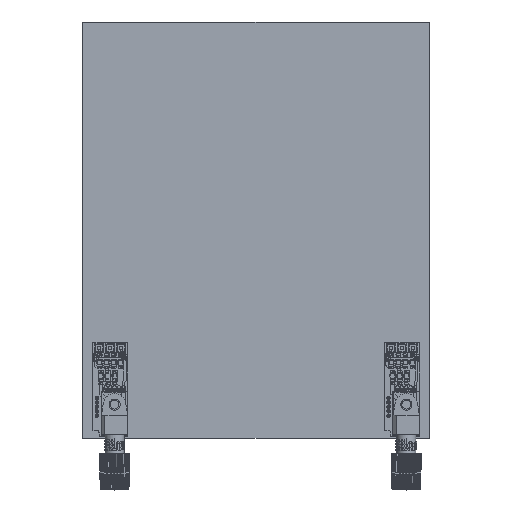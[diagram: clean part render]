
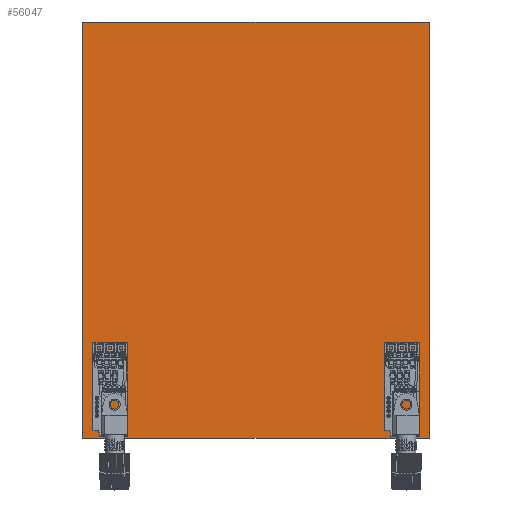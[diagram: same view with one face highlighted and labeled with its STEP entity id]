
A CAD part, top view. The second image highlights one B-rep face of the part: STEP entity #56047.
In plain terms, the highlighted planar face has unit normal (0, 0, 1).
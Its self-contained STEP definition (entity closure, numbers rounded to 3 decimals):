
#55715 = VERTEX_POINT('',#55716);
#55716 = CARTESIAN_POINT('',(49.8,-59.8,1.51));
#55722 = EDGE_CURVE('',#55715,#55723,#55725,.T.);
#55723 = VERTEX_POINT('',#55724);
#55724 = CARTESIAN_POINT('',(-49.8,-59.8,1.51));
#55725 = LINE('',#55726,#55727);
#55726 = CARTESIAN_POINT('',(49.8,-59.8,1.51));
#55727 = VECTOR('',#55728,1.);
#55728 = DIRECTION('',(-1.,0.,0.));
#55755 = VERTEX_POINT('',#55756);
#55756 = CARTESIAN_POINT('',(49.8,59.8,1.51));
#55762 = EDGE_CURVE('',#55755,#55715,#55763,.T.);
#55763 = LINE('',#55764,#55765);
#55764 = CARTESIAN_POINT('',(49.8,59.8,1.51));
#55765 = VECTOR('',#55766,1.);
#55766 = DIRECTION('',(0.,-1.,0.));
#55784 = EDGE_CURVE('',#55723,#55785,#55787,.T.);
#55785 = VERTEX_POINT('',#55786);
#55786 = CARTESIAN_POINT('',(-49.8,59.8,1.51));
#55787 = LINE('',#55788,#55789);
#55788 = CARTESIAN_POINT('',(-49.8,-59.8,1.51));
#55789 = VECTOR('',#55790,1.);
#55790 = DIRECTION('',(0.,1.,0.));
#56047 = ADVANCED_FACE('',(#56048,#56059,#56070,#56081,#56092,#56103,
    #56114,#56125,#56136,#56147,#56158,#56169,#56180,#56191,#56202,
    #56213,#56224,#56235,#56246,#56257,#56268),#56279,.T.);
#56048 = FACE_BOUND('',#56049,.T.);
#56049 = EDGE_LOOP('',(#56050,#56051,#56052,#56058));
#56050 = ORIENTED_EDGE('',*,*,#55722,.F.);
#56051 = ORIENTED_EDGE('',*,*,#55762,.F.);
#56052 = ORIENTED_EDGE('',*,*,#56053,.F.);
#56053 = EDGE_CURVE('',#55785,#55755,#56054,.T.);
#56054 = LINE('',#56055,#56056);
#56055 = CARTESIAN_POINT('',(-49.8,59.8,1.51));
#56056 = VECTOR('',#56057,1.);
#56057 = DIRECTION('',(1.,0.,0.));
#56058 = ORIENTED_EDGE('',*,*,#55784,.F.);
#56059 = FACE_BOUND('',#56060,.T.);
#56060 = EDGE_LOOP('',(#56061));
#56061 = ORIENTED_EDGE('',*,*,#56062,.T.);
#56062 = EDGE_CURVE('',#56063,#56063,#56065,.T.);
#56063 = VERTEX_POINT('',#56064);
#56064 = CARTESIAN_POINT('',(-45.72,-53.665,1.51));
#56065 = CIRCLE('',#56066,0.325);
#56066 = AXIS2_PLACEMENT_3D('',#56067,#56068,#56069);
#56067 = CARTESIAN_POINT('',(-45.72,-53.34,1.51));
#56068 = DIRECTION('',(-0.,0.,-1.));
#56069 = DIRECTION('',(-0.,-1.,0.));
#56070 = FACE_BOUND('',#56071,.T.);
#56071 = EDGE_LOOP('',(#56072));
#56072 = ORIENTED_EDGE('',*,*,#56073,.T.);
#56073 = EDGE_CURVE('',#56074,#56074,#56076,.T.);
#56074 = VERTEX_POINT('',#56075);
#56075 = CARTESIAN_POINT('',(-45.72,-52.395,1.51));
#56076 = CIRCLE('',#56077,0.325);
#56077 = AXIS2_PLACEMENT_3D('',#56078,#56079,#56080);
#56078 = CARTESIAN_POINT('',(-45.72,-52.07,1.51));
#56079 = DIRECTION('',(-0.,0.,-1.));
#56080 = DIRECTION('',(-0.,-1.,0.));
#56081 = FACE_BOUND('',#56082,.T.);
#56082 = EDGE_LOOP('',(#56083));
#56083 = ORIENTED_EDGE('',*,*,#56084,.T.);
#56084 = EDGE_CURVE('',#56085,#56085,#56087,.T.);
#56085 = VERTEX_POINT('',#56086);
#56086 = CARTESIAN_POINT('',(-45.72,-51.125,1.51));
#56087 = CIRCLE('',#56088,0.325);
#56088 = AXIS2_PLACEMENT_3D('',#56089,#56090,#56091);
#56089 = CARTESIAN_POINT('',(-45.72,-50.8,1.51));
#56090 = DIRECTION('',(-0.,0.,-1.));
#56091 = DIRECTION('',(-0.,-1.,0.));
#56092 = FACE_BOUND('',#56093,.T.);
#56093 = EDGE_LOOP('',(#56094));
#56094 = ORIENTED_EDGE('',*,*,#56095,.T.);
#56095 = EDGE_CURVE('',#56096,#56096,#56098,.T.);
#56096 = VERTEX_POINT('',#56097);
#56097 = CARTESIAN_POINT('',(-45.72,-49.855,1.51));
#56098 = CIRCLE('',#56099,0.325);
#56099 = AXIS2_PLACEMENT_3D('',#56100,#56101,#56102);
#56100 = CARTESIAN_POINT('',(-45.72,-49.53,1.51));
#56101 = DIRECTION('',(-0.,0.,-1.));
#56102 = DIRECTION('',(-0.,-1.,0.));
#56103 = FACE_BOUND('',#56104,.T.);
#56104 = EDGE_LOOP('',(#56105));
#56105 = ORIENTED_EDGE('',*,*,#56106,.T.);
#56106 = EDGE_CURVE('',#56107,#56107,#56109,.T.);
#56107 = VERTEX_POINT('',#56108);
#56108 = CARTESIAN_POINT('',(38.1,-53.665,1.51));
#56109 = CIRCLE('',#56110,0.325);
#56110 = AXIS2_PLACEMENT_3D('',#56111,#56112,#56113);
#56111 = CARTESIAN_POINT('',(38.1,-53.34,1.51));
#56112 = DIRECTION('',(-0.,0.,-1.));
#56113 = DIRECTION('',(0.,-1.,-0.));
#56114 = FACE_BOUND('',#56115,.T.);
#56115 = EDGE_LOOP('',(#56116));
#56116 = ORIENTED_EDGE('',*,*,#56117,.T.);
#56117 = EDGE_CURVE('',#56118,#56118,#56120,.T.);
#56118 = VERTEX_POINT('',#56119);
#56119 = CARTESIAN_POINT('',(38.1,-52.395,1.51));
#56120 = CIRCLE('',#56121,0.325);
#56121 = AXIS2_PLACEMENT_3D('',#56122,#56123,#56124);
#56122 = CARTESIAN_POINT('',(38.1,-52.07,1.51));
#56123 = DIRECTION('',(-0.,0.,-1.));
#56124 = DIRECTION('',(0.,-1.,-0.));
#56125 = FACE_BOUND('',#56126,.T.);
#56126 = EDGE_LOOP('',(#56127));
#56127 = ORIENTED_EDGE('',*,*,#56128,.T.);
#56128 = EDGE_CURVE('',#56129,#56129,#56131,.T.);
#56129 = VERTEX_POINT('',#56130);
#56130 = CARTESIAN_POINT('',(38.1,-51.125,1.51));
#56131 = CIRCLE('',#56132,0.325);
#56132 = AXIS2_PLACEMENT_3D('',#56133,#56134,#56135);
#56133 = CARTESIAN_POINT('',(38.1,-50.8,1.51));
#56134 = DIRECTION('',(-0.,0.,-1.));
#56135 = DIRECTION('',(0.,-1.,-0.));
#56136 = FACE_BOUND('',#56137,.T.);
#56137 = EDGE_LOOP('',(#56138));
#56138 = ORIENTED_EDGE('',*,*,#56139,.T.);
#56139 = EDGE_CURVE('',#56140,#56140,#56142,.T.);
#56140 = VERTEX_POINT('',#56141);
#56141 = CARTESIAN_POINT('',(-45.72,-48.585,1.51));
#56142 = CIRCLE('',#56143,0.325);
#56143 = AXIS2_PLACEMENT_3D('',#56144,#56145,#56146);
#56144 = CARTESIAN_POINT('',(-45.72,-48.26,1.51));
#56145 = DIRECTION('',(-0.,0.,-1.));
#56146 = DIRECTION('',(-0.,-1.,0.));
#56147 = FACE_BOUND('',#56148,.T.);
#56148 = EDGE_LOOP('',(#56149));
#56149 = ORIENTED_EDGE('',*,*,#56150,.T.);
#56150 = EDGE_CURVE('',#56151,#56151,#56153,.T.);
#56151 = VERTEX_POINT('',#56152);
#56152 = CARTESIAN_POINT('',(-43.18,-46.045,1.51));
#56153 = CIRCLE('',#56154,0.325);
#56154 = AXIS2_PLACEMENT_3D('',#56155,#56156,#56157);
#56155 = CARTESIAN_POINT('',(-43.18,-45.72,1.51));
#56156 = DIRECTION('',(-0.,0.,-1.));
#56157 = DIRECTION('',(-0.,-1.,0.));
#56158 = FACE_BOUND('',#56159,.T.);
#56159 = EDGE_LOOP('',(#56160));
#56160 = ORIENTED_EDGE('',*,*,#56161,.T.);
#56161 = EDGE_CURVE('',#56162,#56162,#56164,.T.);
#56162 = VERTEX_POINT('',#56163);
#56163 = CARTESIAN_POINT('',(-41.91,-46.045,1.51));
#56164 = CIRCLE('',#56165,0.325);
#56165 = AXIS2_PLACEMENT_3D('',#56166,#56167,#56168);
#56166 = CARTESIAN_POINT('',(-41.91,-45.72,1.51));
#56167 = DIRECTION('',(-0.,0.,-1.));
#56168 = DIRECTION('',(-0.,-1.,0.));
#56169 = FACE_BOUND('',#56170,.T.);
#56170 = EDGE_LOOP('',(#56171));
#56171 = ORIENTED_EDGE('',*,*,#56172,.T.);
#56172 = EDGE_CURVE('',#56173,#56173,#56175,.T.);
#56173 = VERTEX_POINT('',#56174);
#56174 = CARTESIAN_POINT('',(-40.64,-46.045,1.51));
#56175 = CIRCLE('',#56176,0.325);
#56176 = AXIS2_PLACEMENT_3D('',#56177,#56178,#56179);
#56177 = CARTESIAN_POINT('',(-40.64,-45.72,1.51));
#56178 = DIRECTION('',(-0.,0.,-1.));
#56179 = DIRECTION('',(-0.,-1.,0.));
#56180 = FACE_BOUND('',#56181,.T.);
#56181 = EDGE_LOOP('',(#56182));
#56182 = ORIENTED_EDGE('',*,*,#56183,.T.);
#56183 = EDGE_CURVE('',#56184,#56184,#56186,.T.);
#56184 = VERTEX_POINT('',#56185);
#56185 = CARTESIAN_POINT('',(-39.37,-46.045,1.51));
#56186 = CIRCLE('',#56187,0.325);
#56187 = AXIS2_PLACEMENT_3D('',#56188,#56189,#56190);
#56188 = CARTESIAN_POINT('',(-39.37,-45.72,1.51));
#56189 = DIRECTION('',(-0.,0.,-1.));
#56190 = DIRECTION('',(0.,-1.,-0.));
#56191 = FACE_BOUND('',#56192,.T.);
#56192 = EDGE_LOOP('',(#56193));
#56193 = ORIENTED_EDGE('',*,*,#56194,.T.);
#56194 = EDGE_CURVE('',#56195,#56195,#56197,.T.);
#56195 = VERTEX_POINT('',#56196);
#56196 = CARTESIAN_POINT('',(-38.1,-46.045,1.51));
#56197 = CIRCLE('',#56198,0.325);
#56198 = AXIS2_PLACEMENT_3D('',#56199,#56200,#56201);
#56199 = CARTESIAN_POINT('',(-38.1,-45.72,1.51));
#56200 = DIRECTION('',(-0.,0.,-1.));
#56201 = DIRECTION('',(0.,-1.,0.));
#56202 = FACE_BOUND('',#56203,.T.);
#56203 = EDGE_LOOP('',(#56204));
#56204 = ORIENTED_EDGE('',*,*,#56205,.T.);
#56205 = EDGE_CURVE('',#56206,#56206,#56208,.T.);
#56206 = VERTEX_POINT('',#56207);
#56207 = CARTESIAN_POINT('',(38.1,-49.855,1.51));
#56208 = CIRCLE('',#56209,0.325);
#56209 = AXIS2_PLACEMENT_3D('',#56210,#56211,#56212);
#56210 = CARTESIAN_POINT('',(38.1,-49.53,1.51));
#56211 = DIRECTION('',(-0.,0.,-1.));
#56212 = DIRECTION('',(0.,-1.,-0.));
#56213 = FACE_BOUND('',#56214,.T.);
#56214 = EDGE_LOOP('',(#56215));
#56215 = ORIENTED_EDGE('',*,*,#56216,.T.);
#56216 = EDGE_CURVE('',#56217,#56217,#56219,.T.);
#56217 = VERTEX_POINT('',#56218);
#56218 = CARTESIAN_POINT('',(38.1,-48.585,1.51));
#56219 = CIRCLE('',#56220,0.325);
#56220 = AXIS2_PLACEMENT_3D('',#56221,#56222,#56223);
#56221 = CARTESIAN_POINT('',(38.1,-48.26,1.51));
#56222 = DIRECTION('',(-0.,0.,-1.));
#56223 = DIRECTION('',(0.,-1.,-0.));
#56224 = FACE_BOUND('',#56225,.T.);
#56225 = EDGE_LOOP('',(#56226));
#56226 = ORIENTED_EDGE('',*,*,#56227,.T.);
#56227 = EDGE_CURVE('',#56228,#56228,#56230,.T.);
#56228 = VERTEX_POINT('',#56229);
#56229 = CARTESIAN_POINT('',(40.64,-46.045,1.51));
#56230 = CIRCLE('',#56231,0.325);
#56231 = AXIS2_PLACEMENT_3D('',#56232,#56233,#56234);
#56232 = CARTESIAN_POINT('',(40.64,-45.72,1.51));
#56233 = DIRECTION('',(-0.,0.,-1.));
#56234 = DIRECTION('',(-0.,-1.,0.));
#56235 = FACE_BOUND('',#56236,.T.);
#56236 = EDGE_LOOP('',(#56237));
#56237 = ORIENTED_EDGE('',*,*,#56238,.T.);
#56238 = EDGE_CURVE('',#56239,#56239,#56241,.T.);
#56239 = VERTEX_POINT('',#56240);
#56240 = CARTESIAN_POINT('',(41.91,-46.045,1.51));
#56241 = CIRCLE('',#56242,0.325);
#56242 = AXIS2_PLACEMENT_3D('',#56243,#56244,#56245);
#56243 = CARTESIAN_POINT('',(41.91,-45.72,1.51));
#56244 = DIRECTION('',(-0.,0.,-1.));
#56245 = DIRECTION('',(-0.,-1.,0.));
#56246 = FACE_BOUND('',#56247,.T.);
#56247 = EDGE_LOOP('',(#56248));
#56248 = ORIENTED_EDGE('',*,*,#56249,.T.);
#56249 = EDGE_CURVE('',#56250,#56250,#56252,.T.);
#56250 = VERTEX_POINT('',#56251);
#56251 = CARTESIAN_POINT('',(43.18,-46.045,1.51));
#56252 = CIRCLE('',#56253,0.325);
#56253 = AXIS2_PLACEMENT_3D('',#56254,#56255,#56256);
#56254 = CARTESIAN_POINT('',(43.18,-45.72,1.51));
#56255 = DIRECTION('',(-0.,0.,-1.));
#56256 = DIRECTION('',(-0.,-1.,0.));
#56257 = FACE_BOUND('',#56258,.T.);
#56258 = EDGE_LOOP('',(#56259));
#56259 = ORIENTED_EDGE('',*,*,#56260,.T.);
#56260 = EDGE_CURVE('',#56261,#56261,#56263,.T.);
#56261 = VERTEX_POINT('',#56262);
#56262 = CARTESIAN_POINT('',(44.45,-46.045,1.51));
#56263 = CIRCLE('',#56264,0.325);
#56264 = AXIS2_PLACEMENT_3D('',#56265,#56266,#56267);
#56265 = CARTESIAN_POINT('',(44.45,-45.72,1.51));
#56266 = DIRECTION('',(-0.,0.,-1.));
#56267 = DIRECTION('',(-0.,-1.,0.));
#56268 = FACE_BOUND('',#56269,.T.);
#56269 = EDGE_LOOP('',(#56270));
#56270 = ORIENTED_EDGE('',*,*,#56271,.T.);
#56271 = EDGE_CURVE('',#56272,#56272,#56274,.T.);
#56272 = VERTEX_POINT('',#56273);
#56273 = CARTESIAN_POINT('',(45.72,-46.045,1.51));
#56274 = CIRCLE('',#56275,0.325);
#56275 = AXIS2_PLACEMENT_3D('',#56276,#56277,#56278);
#56276 = CARTESIAN_POINT('',(45.72,-45.72,1.51));
#56277 = DIRECTION('',(-0.,0.,-1.));
#56278 = DIRECTION('',(-0.,-1.,0.));
#56279 = PLANE('',#56280);
#56280 = AXIS2_PLACEMENT_3D('',#56281,#56282,#56283);
#56281 = CARTESIAN_POINT('',(0.,0.,1.51));
#56282 = DIRECTION('',(0.,0.,1.));
#56283 = DIRECTION('',(1.,0.,-0.));
